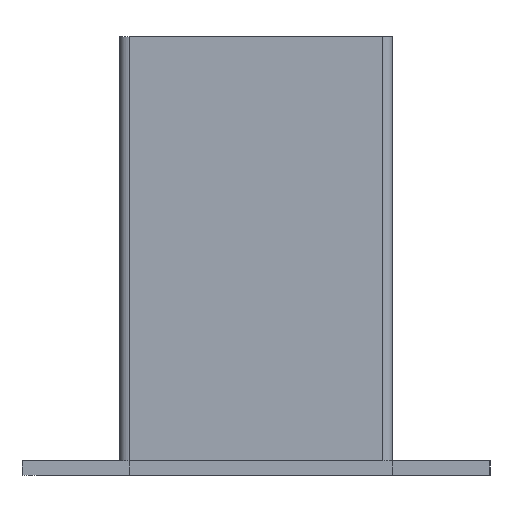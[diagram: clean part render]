
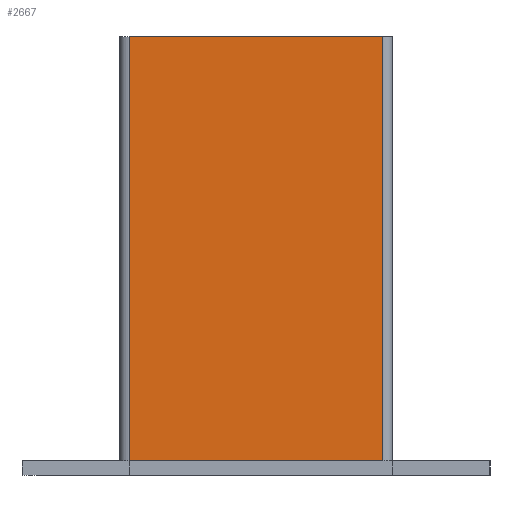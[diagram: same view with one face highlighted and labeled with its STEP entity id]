
A CAD part, left-side view. The second image highlights one B-rep face of the part: STEP entity #2667.
In plain terms, the highlighted planar face has unit normal (-1, 0, 0).
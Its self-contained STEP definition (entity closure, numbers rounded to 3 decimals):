
#24=PLANE('',#2832);
#134=FACE_OUTER_BOUND('',#279,.T.);
#279=EDGE_LOOP('',(#1830,#1831,#1832,#1833));
#425=LINE('',#3821,#755);
#426=LINE('',#3824,#756);
#427=LINE('',#3826,#757);
#428=LINE('',#3827,#758);
#755=VECTOR('',#3055,10.);
#756=VECTOR('',#3058,10.);
#757=VECTOR('',#3059,10.);
#758=VECTOR('',#3060,10.);
#1156=VERTEX_POINT('',#3814);
#1159=VERTEX_POINT('',#3819);
#1160=VERTEX_POINT('',#3823);
#1161=VERTEX_POINT('',#3825);
#1427=EDGE_CURVE('',#1159,#1156,#425,.T.);
#1428=EDGE_CURVE('',#1159,#1160,#426,.T.);
#1429=EDGE_CURVE('',#1161,#1160,#427,.T.);
#1430=EDGE_CURVE('',#1156,#1161,#428,.T.);
#1830=ORIENTED_EDGE('',*,*,#1427,.F.);
#1831=ORIENTED_EDGE('',*,*,#1428,.T.);
#1832=ORIENTED_EDGE('',*,*,#1429,.F.);
#1833=ORIENTED_EDGE('',*,*,#1430,.F.);
#2667=ADVANCED_FACE('',(#134),#24,.T.);
#2832=AXIS2_PLACEMENT_3D('',#3822,#3056,#3057);
#3055=DIRECTION('',(0.,0.,1.));
#3056=DIRECTION('center_axis',(-1.,0.,0.));
#3057=DIRECTION('ref_axis',(0.,-1.,0.));
#3058=DIRECTION('',(0.,-1.,0.));
#3059=DIRECTION('',(0.,0.,-1.));
#3060=DIRECTION('',(0.,-1.,0.));
#3814=CARTESIAN_POINT('',(0.,2.7,4.35));
#3819=CARTESIAN_POINT('',(0.,2.7,0.));
#3821=CARTESIAN_POINT('',(0.,2.7,0.));
#3822=CARTESIAN_POINT('Origin',(0.,2.8,0.));
#3823=CARTESIAN_POINT('',(0.,0.1,0.));
#3824=CARTESIAN_POINT('',(0.,2.8,0.));
#3825=CARTESIAN_POINT('',(0.,0.1,4.35));
#3826=CARTESIAN_POINT('',(0.,0.1,0.));
#3827=CARTESIAN_POINT('',(0.,2.8,4.35));
